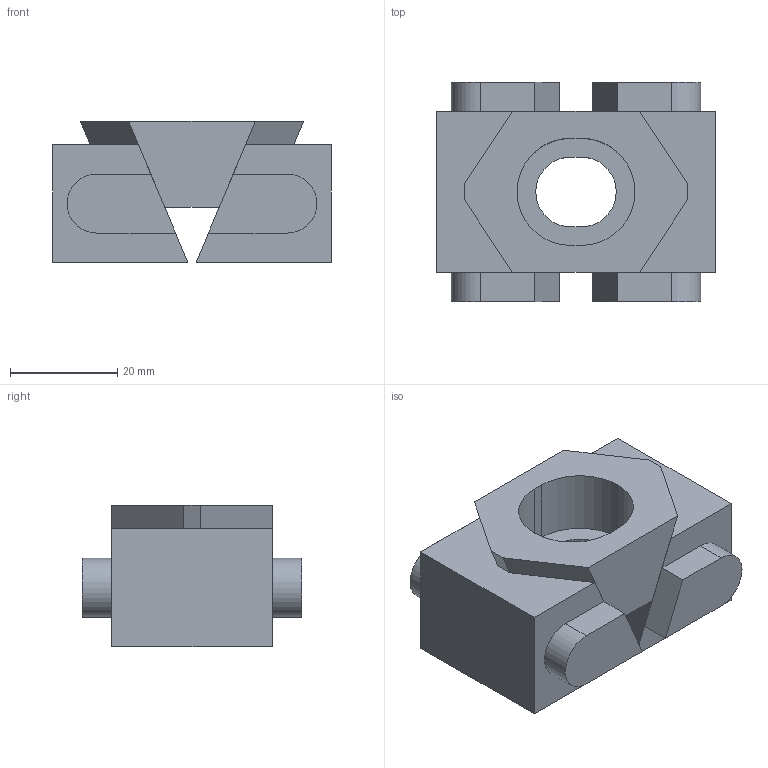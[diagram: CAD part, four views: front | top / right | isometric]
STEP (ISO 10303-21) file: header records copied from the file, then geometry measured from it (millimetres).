
FILE_DESCRIPTION (( 'STEP AP203' ), '1' );
FILE_NAME ('dk2-vt_5.STEP', '2019-12-03T08:11:01', ( '' ), ( '' ), 'SwSTEP 2.0', 'SolidWorks 2018', '' );
FILE_SCHEMA (( 'CONFIG_CONTROL_DESIGN' ));
Length unit declared in the file: millimetre
Products named in the file (4): dk2-vt_5_03; dk2-vt_5_02; dk2-vt_5; dk2-vt_5_01
Assembly tree (3 placements, depth 2):
  dk2-vt_5
    dk2-vt_5_01
    dk2-vt_5_02
    dk2-vt_5_03
Bounding box: 52 x 41 x 26.33 mm (x, y, z)
Volume: 32727.3 mm3; surface area: 11879 mm2
Topology: 3 solids, 3 shells, 58 faces, 149 edges, 98 vertices
Faces by surface type: plane 47, cylinder 11
Entity records: 2131 total; most frequent: CARTESIAN_POINT 341, ORIENTED_EDGE 298, DIRECTION 269, EDGE_CURVE 149, VERTEX_POINT 98, LINE 97, VECTOR 97, AXIS2_PLACEMENT_3D 86
